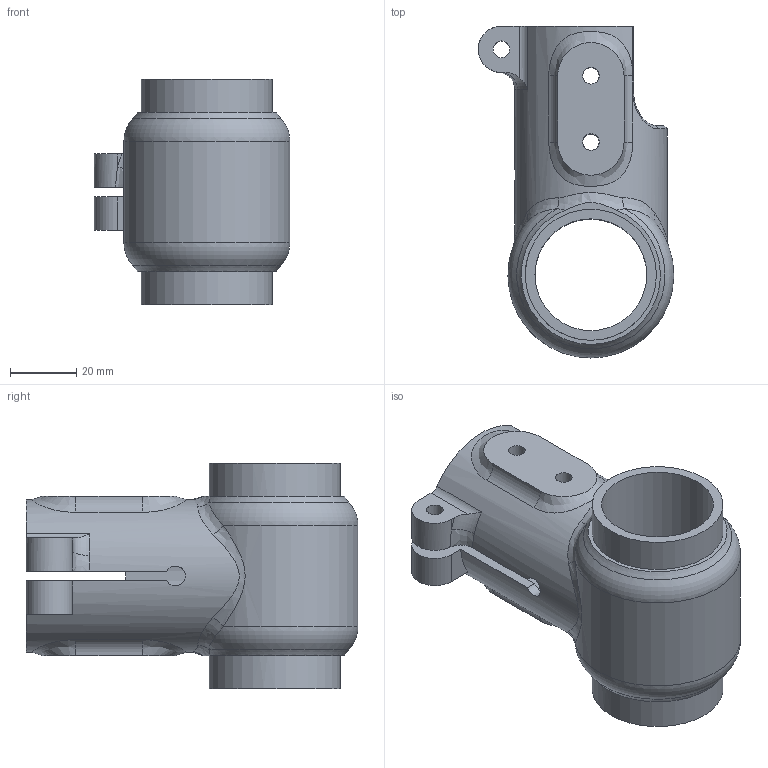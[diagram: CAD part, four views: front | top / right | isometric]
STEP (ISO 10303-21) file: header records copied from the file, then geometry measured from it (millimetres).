
FILE_DESCRIPTION(/* description */ (''),/* implementation_level */ '2;1');
FILE_NAME(/* name */ '8673f79c-5314-40af-bbc0-a15a1c6f2b6a.stp',/* time_stamp */ '2019-04-16T02:19:17+00:00',/* author */ (''),/* organization */ (''),/* preprocessor_version */ 'ST-DEVELOPER v18',/* originating_system */ 'Autodesk Translation Framework v8.2.0.1029',/* authorisation */ '');
FILE_SCHEMA (('AUTOMOTIVE_DESIGN { 1 0 10303 214 3 1 1 }'));
Length unit declared in the file: millimetre
Products named in the file (1): bottom bracket design
Bounding box: 58.95 x 100 x 68 mm (x, y, z)
Volume: 87821.7 mm3; surface area: 32763.6 mm2
Topology: 1 solids, 1 shells, 140 faces, 372 edges, 228 vertices
Faces by surface type: cylinder 53, bspline 37, plane 33, torus 16, cone 1
Full cylindrical faces by diameter (mm): 5 x6, 33.7 x1, 39.5 x2, 46 x1
Entity records: 6040 total; most frequent: CARTESIAN_POINT 2755, ORIENTED_EDGE 730, DIRECTION 598, EDGE_CURVE 365, VERTEX_POINT 229, AXIS2_PLACEMENT_3D 229, EDGE_LOOP 156, FACE_OUTER_BOUND 140
